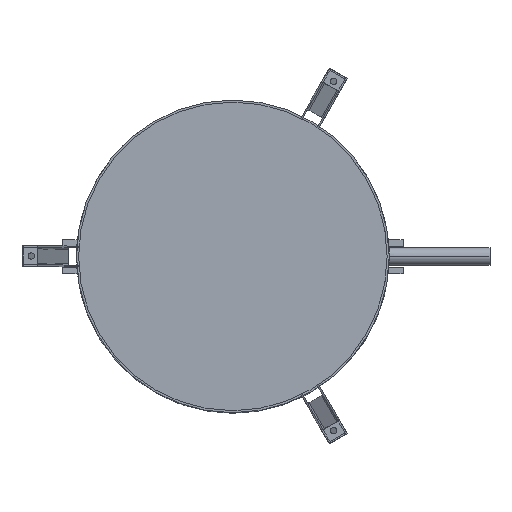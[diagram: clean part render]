
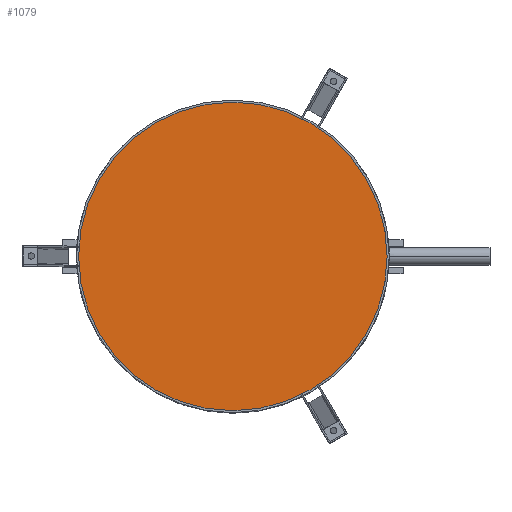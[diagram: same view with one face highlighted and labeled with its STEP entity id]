
A CAD part, top view. The second image highlights one B-rep face of the part: STEP entity #1079.
In plain terms, the highlighted planar face has unit normal (0, 0, 1).
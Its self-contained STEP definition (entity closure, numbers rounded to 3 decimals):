
#257 = DIRECTION ( 'NONE',  ( 1., 0., 0. ) ) ;
#436 = AXIS2_PLACEMENT_3D ( 'NONE', #2753, #875, #3081 ) ;
#474 = PLANE ( 'NONE',  #3915 ) ;
#552 = CARTESIAN_POINT ( 'NONE',  ( 150., 0., -237.202 ) ) ;
#743 = VERTEX_POINT ( 'NONE', #1517 ) ;
#798 = DIRECTION ( 'NONE',  ( 1., 0., 0. ) ) ;
#875 = DIRECTION ( 'NONE',  ( 0., 0., 1. ) ) ;
#942 = EDGE_LOOP ( 'NONE', ( #3783, #2351 ) ) ;
#970 = FACE_OUTER_BOUND ( 'NONE', #942, .T. ) ;
#1079 = ADVANCED_FACE ( 'NONE', ( #970 ), #474, .T. ) ;
#1414 = CARTESIAN_POINT ( 'NONE',  ( 0., 0., -237.202 ) ) ;
#1517 = CARTESIAN_POINT ( 'NONE',  ( -150., 0., -237.202 ) ) ;
#1889 = CIRCLE ( 'NONE', #3208, 150. ) ;
#2137 = DIRECTION ( 'NONE',  ( 0., 0., 1. ) ) ;
#2264 = EDGE_CURVE ( 'NONE', #743, #3230, #1889, .T. ) ;
#2351 = ORIENTED_EDGE ( 'NONE', *, *, #2264, .T. ) ;
#2684 = DIRECTION ( 'NONE',  ( 0., 0., 1. ) ) ;
#2753 = CARTESIAN_POINT ( 'NONE',  ( 0., 0., -237.202 ) ) ;
#3081 = DIRECTION ( 'NONE',  ( 1., 0., 0. ) ) ;
#3208 = AXIS2_PLACEMENT_3D ( 'NONE', #4073, #2137, #257 ) ;
#3230 = VERTEX_POINT ( 'NONE', #552 ) ;
#3285 = CIRCLE ( 'NONE', #436, 150. ) ;
#3783 = ORIENTED_EDGE ( 'NONE', *, *, #3799, .T. ) ;
#3799 = EDGE_CURVE ( 'NONE', #3230, #743, #3285, .T. ) ;
#3915 = AXIS2_PLACEMENT_3D ( 'NONE', #1414, #2684, #798 ) ;
#4073 = CARTESIAN_POINT ( 'NONE',  ( 0., 0., -237.202 ) ) ;
